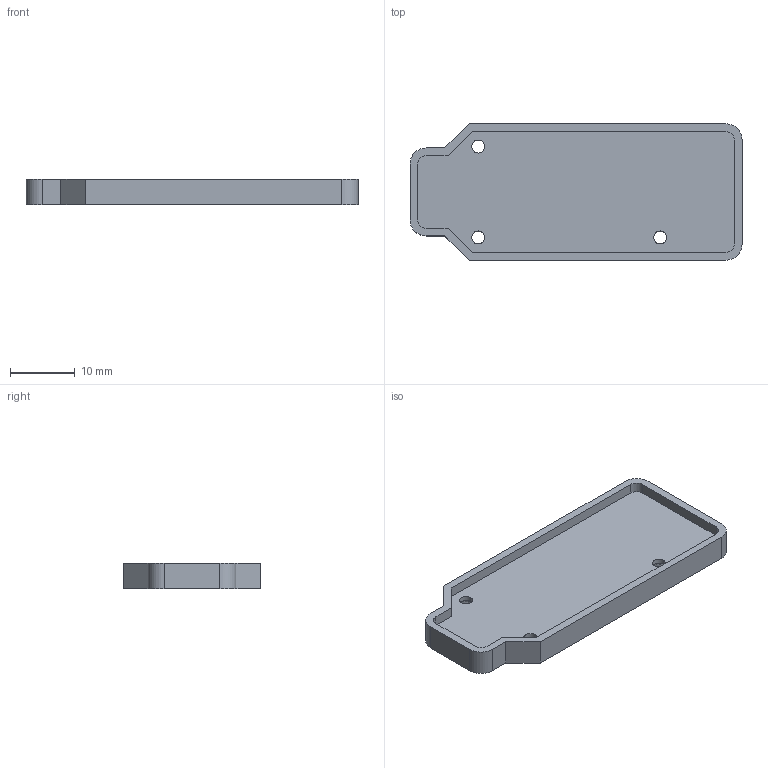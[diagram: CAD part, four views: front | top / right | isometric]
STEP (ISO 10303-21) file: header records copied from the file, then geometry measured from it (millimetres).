
FILE_DESCRIPTION (( 'STEP AP203' ), '1' );
FILE_NAME ('USB2CAN V3.0-2 Íâ¿Ç.STEP', '2024-10-18T00:53:45', ( '' ), ( '' ), 'SwSTEP 2.0', 'SolidWorks 2022', '' );
FILE_SCHEMA (( 'CONFIG_CONTROL_DESIGN' ));
Length unit declared in the file: millimetre
Products named in the file (1): USB2CAN V3.0-2 俋褲
Bounding box: 51.1 x 21 x 4 mm (x, y, z)
Volume: 2634.7 mm3; surface area: 2792.8 mm2
Topology: 1 solids, 1 shells, 39 faces, 109 edges, 73 vertices
Faces by surface type: plane 19, cylinder 14, bspline 6
Entity records: 1408 total; most frequent: CARTESIAN_POINT 306, ORIENTED_EDGE 218, DIRECTION 211, EDGE_CURVE 109, AXIS2_PLACEMENT_3D 74, VERTEX_POINT 73, VECTOR 63, LINE 63
